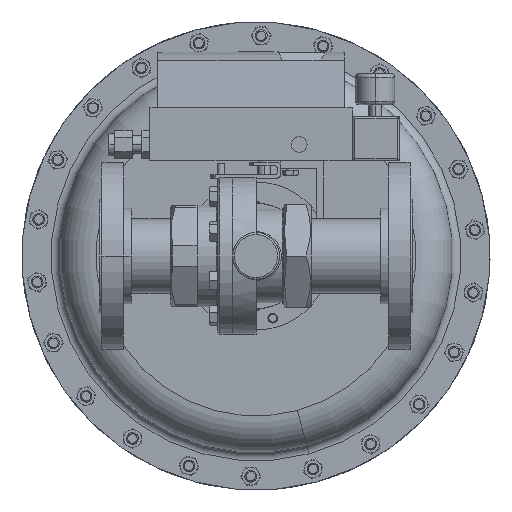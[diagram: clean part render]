
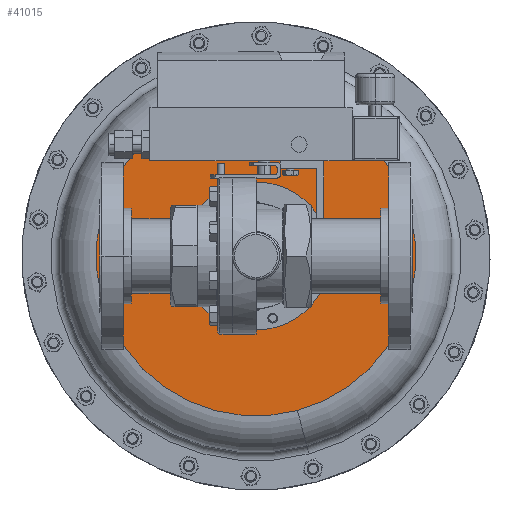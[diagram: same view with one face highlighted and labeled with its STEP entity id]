
A CAD part, front view. The second image highlights one B-rep face of the part: STEP entity #41015.
In plain terms, the highlighted planar face has unit normal (0, -1, 0).
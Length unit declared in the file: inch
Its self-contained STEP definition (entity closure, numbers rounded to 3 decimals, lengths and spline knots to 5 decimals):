
#971 = AXIS2_PLACEMENT_3D ( 'NONE', #45664, #19002, #50141 ) ;
#2064 = CARTESIAN_POINT ( 'NONE',  ( 1.32645, 7.0925, -4.95037 ) ) ;
#2185 = CARTESIAN_POINT ( 'NONE',  ( 4.95037, 7.0925, 1.32645 ) ) ;
#2323 = CARTESIAN_POINT ( 'NONE',  ( -1.67938, 7.0925, 1.67938 ) ) ;
#5198 = DIRECTION ( 'NONE',  ( 0., 1., 0. ) ) ;
#5851 = CARTESIAN_POINT ( 'NONE',  ( 0., 7.0925, 0. ) ) ;
#7959 = CIRCLE ( 'NONE', #18300, 5.125 ) ;
#9987 = VERTEX_POINT ( 'NONE', #54242 ) ;
#10117 = FACE_OUTER_BOUND ( 'NONE', #22953, .T. ) ;
#10260 = DIRECTION ( 'NONE',  ( 0.707, 0., -0.707 ) ) ;
#10973 = PLANE ( 'NONE',  #16027 ) ;
#11308 = ORIENTED_EDGE ( 'NONE', *, *, #54472, .F. ) ;
#14171 = CARTESIAN_POINT ( 'NONE',  ( 0., 7.0925, 0. ) ) ;
#16027 = AXIS2_PLACEMENT_3D ( 'NONE', #2185, #55425, #28653 ) ;
#17317 = VERTEX_POINT ( 'NONE', #2064 ) ;
#18300 = AXIS2_PLACEMENT_3D ( 'NONE', #14171, #45270, #18603 ) ;
#18603 = DIRECTION ( 'NONE',  ( -0.259, 0., 0.966 ) ) ;
#19002 = DIRECTION ( 'NONE',  ( 0., 1., 0. ) ) ;
#19297 = CIRCLE ( 'NONE', #37608, 2.375 ) ;
#20603 = CIRCLE ( 'NONE', #971, 5.125 ) ;
#22880 = EDGE_CURVE ( 'NONE', #49419, #39667, #51993, .T. ) ;
#22953 = EDGE_LOOP ( 'NONE', ( #38070, #11308 ) ) ;
#25936 = CARTESIAN_POINT ( 'NONE',  ( 1.67938, 7.0925, -1.67938 ) ) ;
#27411 = AXIS2_PLACEMENT_3D ( 'NONE', #5851, #36699, #10260 ) ;
#28653 = DIRECTION ( 'NONE',  ( 0.259, 0., -0.966 ) ) ;
#31556 = CARTESIAN_POINT ( 'NONE',  ( 0., 7.0925, 0. ) ) ;
#34700 = EDGE_CURVE ( 'NONE', #9987, #17317, #20603, .T. ) ;
#36056 = DIRECTION ( 'NONE',  ( 0.707, 0., -0.707 ) ) ;
#36699 = DIRECTION ( 'NONE',  ( 0., 1., 0. ) ) ;
#37198 = EDGE_CURVE ( 'NONE', #39667, #49419, #19297, .T. ) ;
#37608 = AXIS2_PLACEMENT_3D ( 'NONE', #31556, #5198, #36056 ) ;
#38070 = ORIENTED_EDGE ( 'NONE', *, *, #34700, .F. ) ;
#39667 = VERTEX_POINT ( 'NONE', #25936 ) ;
#41015 = ADVANCED_FACE ( 'NONE', ( #10117, #53131 ), #10973, .T. ) ;
#45270 = DIRECTION ( 'NONE',  ( 0., 1., 0. ) ) ;
#45451 = EDGE_LOOP ( 'NONE', ( #45545, #47462 ) ) ;
#45545 = ORIENTED_EDGE ( 'NONE', *, *, #22880, .T. ) ;
#45664 = CARTESIAN_POINT ( 'NONE',  ( 0., 7.0925, 0. ) ) ;
#47462 = ORIENTED_EDGE ( 'NONE', *, *, #37198, .T. ) ;
#49419 = VERTEX_POINT ( 'NONE', #2323 ) ;
#50141 = DIRECTION ( 'NONE',  ( -0.259, 0., 0.966 ) ) ;
#51993 = CIRCLE ( 'NONE', #27411, 2.375 ) ;
#53131 = FACE_BOUND ( 'NONE', #45451, .T. ) ;
#54242 = CARTESIAN_POINT ( 'NONE',  ( -1.32645, 7.0925, 4.95037 ) ) ;
#54472 = EDGE_CURVE ( 'NONE', #17317, #9987, #7959, .T. ) ;
#55425 = DIRECTION ( 'NONE',  ( 0., -1., 0. ) ) ;
